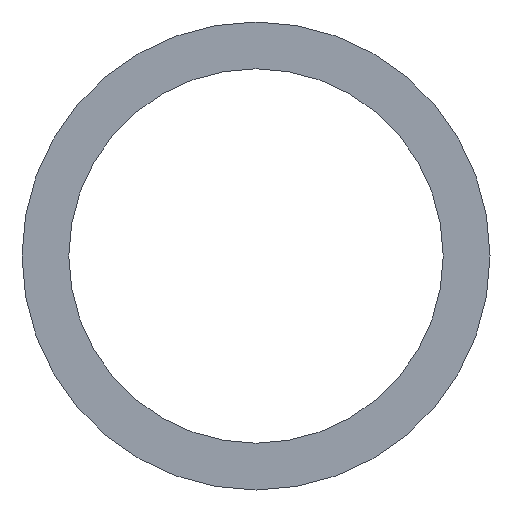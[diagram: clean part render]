
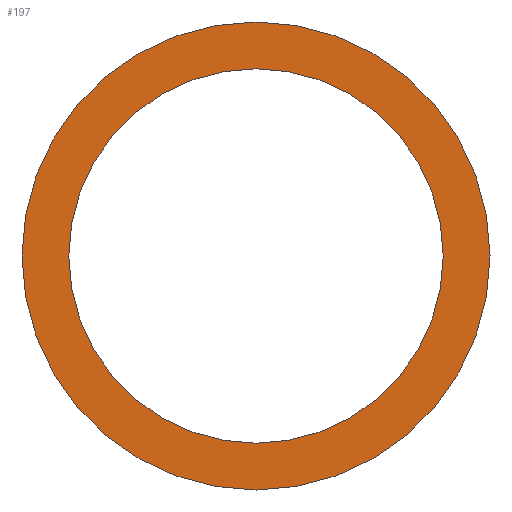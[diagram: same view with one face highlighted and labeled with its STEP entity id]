
A CAD part, front view. The second image highlights one B-rep face of the part: STEP entity #197.
In plain terms, the highlighted planar face has unit normal (0, -1, 0).
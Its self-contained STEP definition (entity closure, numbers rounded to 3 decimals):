
#3 = EDGE_CURVE ( 'NONE', #54, #98, #196, .T. ) ;
#5 = CARTESIAN_POINT ( 'NONE',  ( 0., -143.5, 2.5 ) ) ;
#6 = ORIENTED_EDGE ( 'NONE', *, *, #201, .T. ) ;
#9 = DIRECTION ( 'NONE',  ( 0., 0., 1. ) ) ;
#13 = CARTESIAN_POINT ( 'NONE',  ( 0., -143.5, -2.5 ) ) ;
#16 = VERTEX_POINT ( 'NONE', #120 ) ;
#48 = ORIENTED_EDGE ( 'NONE', *, *, #3, .F. ) ;
#54 = VERTEX_POINT ( 'NONE', #5 ) ;
#55 = CARTESIAN_POINT ( 'NONE',  ( 0., -143.5, 0. ) ) ;
#60 = DIRECTION ( 'NONE',  ( 0., 1., 0. ) ) ;
#62 = AXIS2_PLACEMENT_3D ( 'NONE', #214, #99, #166 ) ;
#63 = DIRECTION ( 'NONE',  ( 0., 0., 1. ) ) ;
#65 = FACE_BOUND ( 'NONE', #101, .T. ) ;
#69 = CIRCLE ( 'NONE', #95, 2. ) ;
#73 = DIRECTION ( 'NONE',  ( 0., 0., 1. ) ) ;
#85 = EDGE_LOOP ( 'NONE', ( #186, #48 ) ) ;
#89 = AXIS2_PLACEMENT_3D ( 'NONE', #160, #60, #9 ) ;
#93 = CIRCLE ( 'NONE', #62, 2. ) ;
#94 = VERTEX_POINT ( 'NONE', #144 ) ;
#95 = AXIS2_PLACEMENT_3D ( 'NONE', #147, #198, #130 ) ;
#98 = VERTEX_POINT ( 'NONE', #13 ) ;
#99 = DIRECTION ( 'NONE',  ( 0., 1., 0. ) ) ;
#101 = EDGE_LOOP ( 'NONE', ( #6, #128 ) ) ;
#109 = DIRECTION ( 'NONE',  ( 0., 1., 0. ) ) ;
#119 = AXIS2_PLACEMENT_3D ( 'NONE', #208, #109, #63 ) ;
#120 = CARTESIAN_POINT ( 'NONE',  ( 0., -143.5, 2. ) ) ;
#124 = PLANE ( 'NONE',  #119 ) ;
#128 = ORIENTED_EDGE ( 'NONE', *, *, #209, .T. ) ;
#130 = DIRECTION ( 'NONE',  ( 0., 0., 1. ) ) ;
#134 = AXIS2_PLACEMENT_3D ( 'NONE', #55, #170, #73 ) ;
#144 = CARTESIAN_POINT ( 'NONE',  ( 0., -143.5, -2. ) ) ;
#147 = CARTESIAN_POINT ( 'NONE',  ( 0., -143.5, 0. ) ) ;
#151 = FACE_OUTER_BOUND ( 'NONE', #85, .T. ) ;
#158 = EDGE_CURVE ( 'NONE', #98, #54, #181, .T. ) ;
#160 = CARTESIAN_POINT ( 'NONE',  ( 0., -143.5, 0. ) ) ;
#166 = DIRECTION ( 'NONE',  ( 0., 0., 1. ) ) ;
#170 = DIRECTION ( 'NONE',  ( 0., 1., 0. ) ) ;
#181 = CIRCLE ( 'NONE', #89, 2.5 ) ;
#186 = ORIENTED_EDGE ( 'NONE', *, *, #158, .F. ) ;
#196 = CIRCLE ( 'NONE', #134, 2.5 ) ;
#197 = ADVANCED_FACE ( 'NONE', ( #151, #65 ), #124, .F. ) ;
#198 = DIRECTION ( 'NONE',  ( 0., 1., 0. ) ) ;
#201 = EDGE_CURVE ( 'NONE', #94, #16, #93, .T. ) ;
#208 = CARTESIAN_POINT ( 'NONE',  ( 0., -143.5, 0. ) ) ;
#209 = EDGE_CURVE ( 'NONE', #16, #94, #69, .T. ) ;
#214 = CARTESIAN_POINT ( 'NONE',  ( 0., -143.5, 0. ) ) ;
